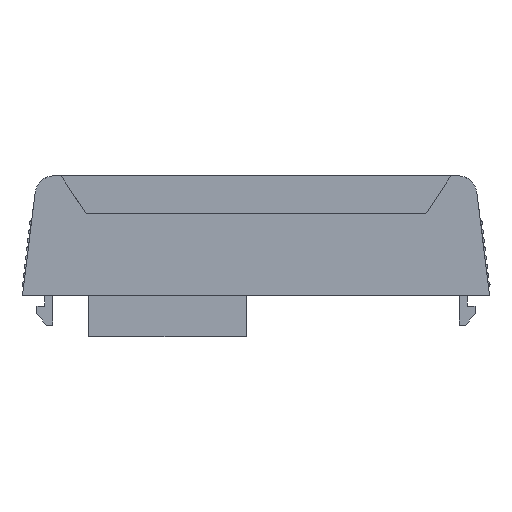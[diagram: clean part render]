
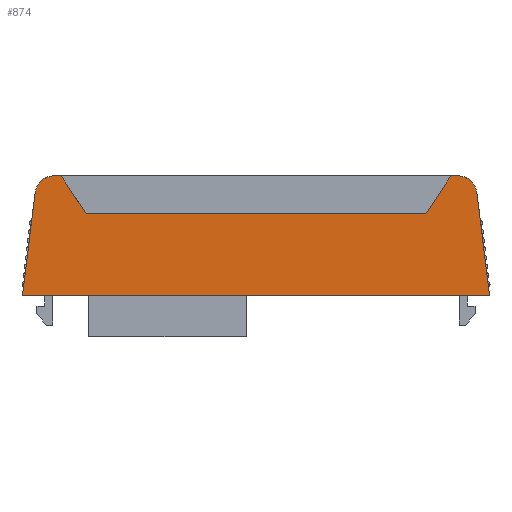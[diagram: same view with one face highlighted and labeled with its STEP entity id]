
A CAD part, left-side view. The second image highlights one B-rep face of the part: STEP entity #874.
In plain terms, the highlighted planar face has unit normal (-1, 0, 0).
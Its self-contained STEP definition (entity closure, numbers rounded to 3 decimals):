
#801=AXIS2_PLACEMENT_3D('Plane Axis2P3D',#798,#799,#800) ;
#814=AXIS2_PLACEMENT_3D('Circle Axis2P3D',#812,#813,$) ;
#842=AXIS2_PLACEMENT_3D('Circle Axis2P3D',#840,#841,$) ;
#775=CARTESIAN_POINT('Vertex',(0.,10.173,19.547)) ;
#778=CARTESIAN_POINT('Line Origine',(0.,8.184,22.532)) ;
#782=CARTESIAN_POINT('Vertex',(0.,6.194,25.516)) ;
#798=CARTESIAN_POINT('Axis2P3D Location',(0.,74.301,6.516)) ;
#803=CARTESIAN_POINT('Line Origine',(0.,68.722,25.516)) ;
#807=CARTESIAN_POINT('Vertex',(0.,68.152,25.516)) ;
#809=CARTESIAN_POINT('Vertex',(0.,69.292,25.516)) ;
#812=CARTESIAN_POINT('Axis2P3D Location',(0.,69.292,22.516)) ;
#816=CARTESIAN_POINT('Vertex',(0.,72.269,22.882)) ;
#819=CARTESIAN_POINT('Line Origine',(0.,73.274,14.699)) ;
#823=CARTESIAN_POINT('Vertex',(0.,74.279,6.516)) ;
#826=CARTESIAN_POINT('Line Origine',(0.,37.179,6.516)) ;
#830=CARTESIAN_POINT('Vertex',(0.,0.079,6.516)) ;
#833=CARTESIAN_POINT('Line Origine',(0.,1.084,14.699)) ;
#837=CARTESIAN_POINT('Vertex',(0.,2.088,22.882)) ;
#840=CARTESIAN_POINT('Axis2P3D Location',(0.,5.066,22.516)) ;
#844=CARTESIAN_POINT('Vertex',(0.,5.066,25.516)) ;
#847=CARTESIAN_POINT('Line Origine',(0.,5.63,25.516)) ;
#853=CARTESIAN_POINT('Control Point',(0.,10.173,19.547)) ;
#854=CARTESIAN_POINT('Control Point',(0.,64.173,19.547)) ;
#855=CARTESIAN_POINT('Vertex',(0.,64.173,19.547)) ;
#859=CARTESIAN_POINT('Control Point',(0.,64.173,19.547)) ;
#860=CARTESIAN_POINT('Control Point',(0.,68.152,25.516)) ;
#779=DIRECTION('Vector Direction',(0.,0.555,-0.832)) ;
#799=DIRECTION('Axis2P3D Direction',(-1.,0.,0.)) ;
#800=DIRECTION('Axis2P3D XDirection',(0.,-1.,0.)) ;
#804=DIRECTION('Vector Direction',(0.,1.,0.)) ;
#813=DIRECTION('Axis2P3D Direction',(-1.,0.,0.)) ;
#820=DIRECTION('Vector Direction',(0.,-0.122,0.993)) ;
#827=DIRECTION('Vector Direction',(0.,-1.,0.)) ;
#834=DIRECTION('Vector Direction',(0.,-0.122,-0.993)) ;
#841=DIRECTION('Axis2P3D Direction',(-1.,0.,0.)) ;
#848=DIRECTION('Vector Direction',(0.,1.,0.)) ;
#780=VECTOR('Line Direction',#779,1.) ;
#805=VECTOR('Line Direction',#804,1.) ;
#821=VECTOR('Line Direction',#820,1.) ;
#828=VECTOR('Line Direction',#827,1.) ;
#835=VECTOR('Line Direction',#834,1.) ;
#849=VECTOR('Line Direction',#848,1.) ;
#863=ORIENTED_EDGE('',*,*,#811,.T.) ;
#864=ORIENTED_EDGE('',*,*,#818,.T.) ;
#865=ORIENTED_EDGE('',*,*,#825,.F.) ;
#866=ORIENTED_EDGE('',*,*,#832,.T.) ;
#867=ORIENTED_EDGE('',*,*,#839,.F.) ;
#868=ORIENTED_EDGE('',*,*,#846,.T.) ;
#869=ORIENTED_EDGE('',*,*,#851,.T.) ;
#870=ORIENTED_EDGE('',*,*,#784,.F.) ;
#871=ORIENTED_EDGE('',*,*,#857,.F.) ;
#872=ORIENTED_EDGE('',*,*,#861,.T.) ;
#874=ADVANCED_FACE('MODUL',(#873),#802,.T.) ;
#852=B_SPLINE_CURVE_WITH_KNOTS('',1,(#853,#854),.UNSPECIFIED.,.F.,.U.,(2,2),(0.,54.),.UNSPECIFIED.) ;
#858=B_SPLINE_CURVE_WITH_KNOTS('',1,(#859,#860),.UNSPECIFIED.,.F.,.U.,(2,2),(0.,7.173),.UNSPECIFIED.) ;
#815=CIRCLE('generated circle',#814,3.) ;
#843=CIRCLE('generated circle',#842,3.) ;
#784=EDGE_CURVE('',#776,#783,#781,.F.) ;
#811=EDGE_CURVE('',#808,#810,#806,.T.) ;
#818=EDGE_CURVE('',#810,#817,#815,.T.) ;
#825=EDGE_CURVE('',#824,#817,#822,.T.) ;
#832=EDGE_CURVE('',#824,#831,#829,.T.) ;
#839=EDGE_CURVE('',#838,#831,#836,.T.) ;
#846=EDGE_CURVE('',#838,#845,#843,.T.) ;
#851=EDGE_CURVE('',#845,#783,#850,.T.) ;
#857=EDGE_CURVE('',#856,#776,#852,.F.) ;
#861=EDGE_CURVE('',#856,#808,#858,.T.) ;
#862=EDGE_LOOP('',(#863,#864,#865,#866,#867,#868,#869,#870,#871,#872)) ;
#873=FACE_OUTER_BOUND('',#862,.T.) ;
#781=LINE('Line',#778,#780) ;
#806=LINE('Line',#803,#805) ;
#822=LINE('Line',#819,#821) ;
#829=LINE('Line',#826,#828) ;
#836=LINE('Line',#833,#835) ;
#850=LINE('Line',#847,#849) ;
#802=PLANE('',#801) ;
#776=VERTEX_POINT('',#775) ;
#783=VERTEX_POINT('',#782) ;
#808=VERTEX_POINT('',#807) ;
#810=VERTEX_POINT('',#809) ;
#817=VERTEX_POINT('',#816) ;
#824=VERTEX_POINT('',#823) ;
#831=VERTEX_POINT('',#830) ;
#838=VERTEX_POINT('',#837) ;
#845=VERTEX_POINT('',#844) ;
#856=VERTEX_POINT('',#855) ;
